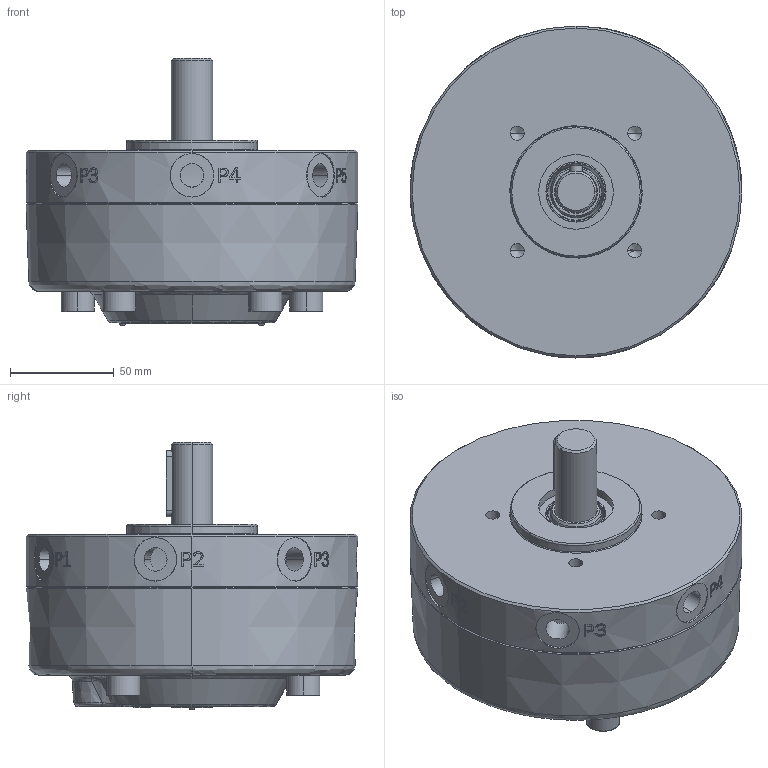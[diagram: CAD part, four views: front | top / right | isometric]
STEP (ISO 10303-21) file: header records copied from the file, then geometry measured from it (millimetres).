
FILE_DESCRIPTION (( 'STEP AP214' ), '1' );
FILE_NAME ('MRK701_7x1 piston.STEP', '2021-03-12T09:18:38', ( '' ), ( '' ), 'SwSTEP 2.0', 'SolidWorks 2020', '' );
FILE_SCHEMA (( 'AUTOMOTIVE_DESIGN' ));
Length unit declared in the file: millimetre
Products named in the file (1): MRK701_7x1 piston
Bounding box: 160 x 160 x 129.1 mm (x, y, z)
Volume: 1441639 mm3; surface area: 105704.2 mm2
Topology: 1 solids, 28 shells, 869 faces, 2048 edges, 1306 vertices
Faces by surface type: bspline 315, plane 288, cylinder 189, cone 73, torus 4
Entity records: 54322 total; most frequent: CARTESIAN_POINT 36231, ORIENTED_EDGE 4080, DIRECTION 3146, EDGE_CURVE 2040, VERTEX_POINT 1306, AXIS2_PLACEMENT_3D 1177, EDGE_LOOP 956, FACE_OUTER_BOUND 869
